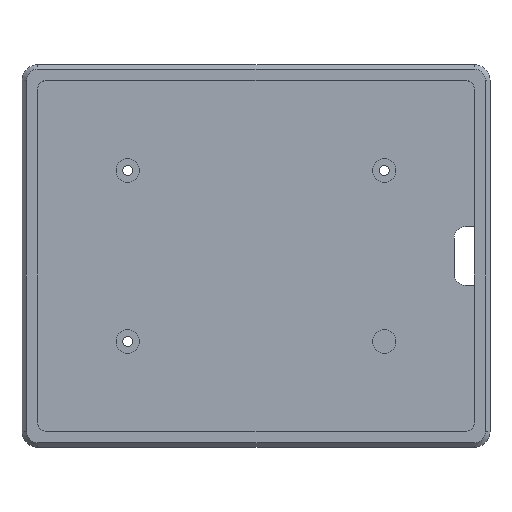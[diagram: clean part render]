
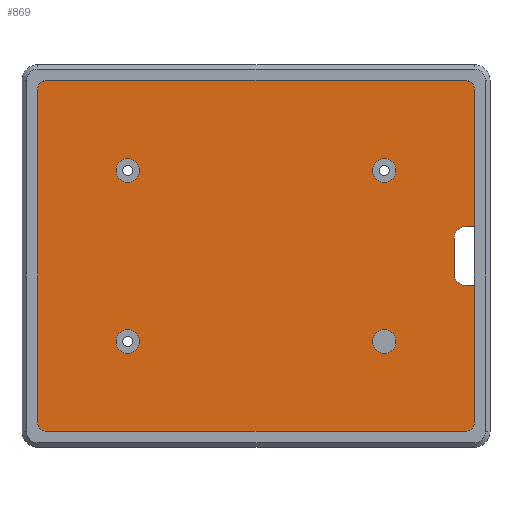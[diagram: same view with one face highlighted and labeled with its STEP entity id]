
A CAD part, top view. The second image highlights one B-rep face of the part: STEP entity #869.
In plain terms, the highlighted planar face has unit normal (0, 0, 1).
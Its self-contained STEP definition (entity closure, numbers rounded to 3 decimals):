
#29=FACE_BOUND('',#159,.T.);
#30=FACE_BOUND('',#160,.T.);
#31=FACE_BOUND('',#161,.T.);
#32=FACE_BOUND('',#162,.T.);
#55=PLANE('',#973);
#102=FACE_OUTER_BOUND('',#158,.T.);
#158=EDGE_LOOP('',(#774,#775,#776,#777,#778,#779,#780,#781,#782,#783,#784,
#785,#786,#787));
#159=EDGE_LOOP('',(#788));
#160=EDGE_LOOP('',(#789));
#161=EDGE_LOOP('',(#790));
#162=EDGE_LOOP('',(#791));
#215=LINE('',#1409,#295);
#222=LINE('',#1424,#302);
#224=LINE('',#1428,#304);
#225=LINE('',#1431,#305);
#228=LINE('',#1435,#308);
#236=LINE('',#1460,#316);
#239=LINE('',#1468,#319);
#242=LINE('',#1476,#322);
#295=VECTOR('',#1146,10.);
#302=VECTOR('',#1161,10.);
#304=VECTOR('',#1165,10.);
#305=VECTOR('',#1168,10.);
#308=VECTOR('',#1171,10.);
#316=VECTOR('',#1203,10.);
#319=VECTOR('',#1212,10.);
#322=VECTOR('',#1221,10.);
#328=CIRCLE('',#890,2.6);
#331=CIRCLE('',#895,2.6);
#334=CIRCLE('',#900,2.6);
#336=CIRCLE('',#904,2.6);
#359=CIRCLE('',#945,2.5);
#360=CIRCLE('',#949,2.5);
#364=CIRCLE('',#963,2.);
#365=CIRCLE('',#966,2.);
#366=CIRCLE('',#969,2.);
#367=CIRCLE('',#972,2.);
#369=VERTEX_POINT('',#1244);
#372=VERTEX_POINT('',#1253);
#375=VERTEX_POINT('',#1262);
#377=VERTEX_POINT('',#1269);
#426=VERTEX_POINT('',#1402);
#427=VERTEX_POINT('',#1403);
#428=VERTEX_POINT('',#1408);
#431=VERTEX_POINT('',#1418);
#432=VERTEX_POINT('',#1419);
#433=VERTEX_POINT('',#1426);
#434=VERTEX_POINT('',#1430);
#435=VERTEX_POINT('',#1433);
#439=VERTEX_POINT('',#1455);
#440=VERTEX_POINT('',#1459);
#441=VERTEX_POINT('',#1463);
#442=VERTEX_POINT('',#1467);
#443=VERTEX_POINT('',#1471);
#444=VERTEX_POINT('',#1475);
#447=EDGE_CURVE('',#369,#369,#328,.T.);
#451=EDGE_CURVE('',#372,#372,#331,.T.);
#455=EDGE_CURVE('',#375,#375,#334,.T.);
#458=EDGE_CURVE('',#377,#377,#336,.T.);
#523=EDGE_CURVE('',#426,#427,#359,.T.);
#526=EDGE_CURVE('',#427,#428,#215,.T.);
#531=EDGE_CURVE('',#431,#432,#360,.T.);
#534=EDGE_CURVE('',#432,#426,#222,.T.);
#536=EDGE_CURVE('',#433,#431,#224,.T.);
#537=EDGE_CURVE('',#428,#434,#225,.T.);
#540=EDGE_CURVE('',#435,#433,#228,.T.);
#550=EDGE_CURVE('',#439,#435,#364,.T.);
#552=EDGE_CURVE('',#440,#439,#236,.T.);
#554=EDGE_CURVE('',#441,#440,#365,.T.);
#556=EDGE_CURVE('',#442,#441,#239,.T.);
#558=EDGE_CURVE('',#443,#442,#366,.T.);
#560=EDGE_CURVE('',#444,#443,#242,.T.);
#562=EDGE_CURVE('',#434,#444,#367,.T.);
#774=ORIENTED_EDGE('',*,*,#526,.F.);
#775=ORIENTED_EDGE('',*,*,#523,.F.);
#776=ORIENTED_EDGE('',*,*,#534,.F.);
#777=ORIENTED_EDGE('',*,*,#531,.F.);
#778=ORIENTED_EDGE('',*,*,#536,.F.);
#779=ORIENTED_EDGE('',*,*,#540,.F.);
#780=ORIENTED_EDGE('',*,*,#550,.F.);
#781=ORIENTED_EDGE('',*,*,#552,.F.);
#782=ORIENTED_EDGE('',*,*,#554,.F.);
#783=ORIENTED_EDGE('',*,*,#556,.F.);
#784=ORIENTED_EDGE('',*,*,#558,.F.);
#785=ORIENTED_EDGE('',*,*,#560,.F.);
#786=ORIENTED_EDGE('',*,*,#562,.F.);
#787=ORIENTED_EDGE('',*,*,#537,.F.);
#788=ORIENTED_EDGE('',*,*,#447,.T.);
#789=ORIENTED_EDGE('',*,*,#451,.T.);
#790=ORIENTED_EDGE('',*,*,#455,.T.);
#791=ORIENTED_EDGE('',*,*,#458,.T.);
#869=ADVANCED_FACE('',(#102,#29,#30,#31,#32),#55,.F.);
#890=AXIS2_PLACEMENT_3D('',#1246,#985,#986);
#895=AXIS2_PLACEMENT_3D('',#1255,#996,#997);
#900=AXIS2_PLACEMENT_3D('',#1264,#1007,#1008);
#904=AXIS2_PLACEMENT_3D('',#1271,#1016,#1017);
#945=AXIS2_PLACEMENT_3D('',#1404,#1140,#1141);
#949=AXIS2_PLACEMENT_3D('',#1420,#1155,#1156);
#963=AXIS2_PLACEMENT_3D('',#1456,#1198,#1199);
#966=AXIS2_PLACEMENT_3D('',#1464,#1207,#1208);
#969=AXIS2_PLACEMENT_3D('',#1472,#1216,#1217);
#972=AXIS2_PLACEMENT_3D('',#1479,#1225,#1226);
#973=AXIS2_PLACEMENT_3D('',#1480,#1227,#1228);
#985=DIRECTION('center_axis',(0.,0.,-1.));
#986=DIRECTION('ref_axis',(-1.,0.,0.));
#996=DIRECTION('center_axis',(0.,0.,-1.));
#997=DIRECTION('ref_axis',(-1.,0.,0.));
#1007=DIRECTION('center_axis',(0.,0.,-1.));
#1008=DIRECTION('ref_axis',(-1.,0.,0.));
#1016=DIRECTION('center_axis',(0.,0.,-1.));
#1017=DIRECTION('ref_axis',(-1.,0.,0.));
#1140=DIRECTION('center_axis',(0.,0.,1.));
#1141=DIRECTION('ref_axis',(0.,-1.,0.));
#1146=DIRECTION('',(1.,0.,0.));
#1155=DIRECTION('center_axis',(0.,0.,1.));
#1156=DIRECTION('ref_axis',(-1.,0.,0.));
#1161=DIRECTION('',(0.,-1.,0.));
#1165=DIRECTION('',(-1.,0.,0.));
#1168=DIRECTION('',(0.,-1.,0.));
#1171=DIRECTION('',(0.,-1.,0.));
#1198=DIRECTION('center_axis',(0.,0.,-1.));
#1199=DIRECTION('ref_axis',(0.,1.,0.));
#1203=DIRECTION('',(1.,0.,0.));
#1207=DIRECTION('center_axis',(0.,0.,-1.));
#1208=DIRECTION('ref_axis',(-1.,0.,0.));
#1212=DIRECTION('',(0.,1.,0.));
#1216=DIRECTION('center_axis',(0.,0.,-1.));
#1217=DIRECTION('ref_axis',(0.,-1.,0.));
#1221=DIRECTION('',(-1.,0.,0.));
#1225=DIRECTION('center_axis',(0.,0.,-1.));
#1226=DIRECTION('ref_axis',(1.,0.,0.));
#1227=DIRECTION('center_axis',(0.,0.,-1.));
#1228=DIRECTION('ref_axis',(-1.,0.,0.));
#1244=CARTESIAN_POINT('',(32.1,23.5,3.5));
#1246=CARTESIAN_POINT('Origin',(29.5,23.5,3.5));
#1253=CARTESIAN_POINT('',(89.1,61.5,3.5));
#1255=CARTESIAN_POINT('Origin',(86.5,61.5,3.5));
#1262=CARTESIAN_POINT('',(89.1,23.5,3.5));
#1264=CARTESIAN_POINT('Origin',(86.5,23.5,3.5));
#1269=CARTESIAN_POINT('',(32.1,61.5,3.5));
#1271=CARTESIAN_POINT('Origin',(29.5,61.5,3.5));
#1402=CARTESIAN_POINT('',(102.,38.5,3.5));
#1403=CARTESIAN_POINT('',(104.5,36.,3.5));
#1404=CARTESIAN_POINT('Origin',(104.5,38.5,3.5));
#1408=CARTESIAN_POINT('',(106.5,36.,3.5));
#1409=CARTESIAN_POINT('',(84.,36.,3.5));
#1418=CARTESIAN_POINT('',(104.5,49.,3.5));
#1419=CARTESIAN_POINT('',(102.,46.5,3.5));
#1420=CARTESIAN_POINT('Origin',(104.5,46.5,3.5));
#1424=CARTESIAN_POINT('',(102.,40.5,3.5));
#1426=CARTESIAN_POINT('',(106.5,49.,3.5));
#1428=CARTESIAN_POINT('',(81.25,49.,3.5));
#1430=CARTESIAN_POINT('',(106.5,5.5,3.5));
#1431=CARTESIAN_POINT('',(106.5,79.5,3.5));
#1433=CARTESIAN_POINT('',(106.5,79.5,3.5));
#1435=CARTESIAN_POINT('',(106.5,79.5,3.5));
#1455=CARTESIAN_POINT('',(104.5,81.5,3.5));
#1456=CARTESIAN_POINT('Origin',(104.5,79.5,3.5));
#1459=CARTESIAN_POINT('',(11.5,81.5,3.5));
#1460=CARTESIAN_POINT('',(11.5,81.5,3.5));
#1463=CARTESIAN_POINT('',(9.5,79.5,3.5));
#1464=CARTESIAN_POINT('Origin',(11.5,79.5,3.5));
#1467=CARTESIAN_POINT('',(9.5,5.5,3.5));
#1468=CARTESIAN_POINT('',(9.5,5.5,3.5));
#1471=CARTESIAN_POINT('',(11.5,3.5,3.5));
#1472=CARTESIAN_POINT('Origin',(11.5,5.5,3.5));
#1475=CARTESIAN_POINT('',(104.5,3.5,3.5));
#1476=CARTESIAN_POINT('',(104.5,3.5,3.5));
#1479=CARTESIAN_POINT('Origin',(104.5,5.5,3.5));
#1480=CARTESIAN_POINT('Origin',(58.,42.5,3.5));
